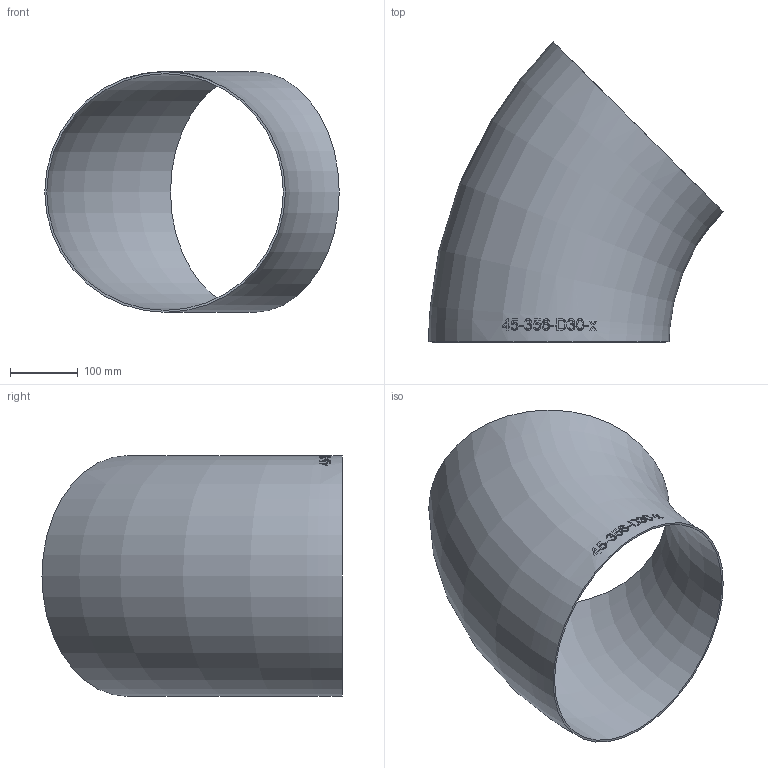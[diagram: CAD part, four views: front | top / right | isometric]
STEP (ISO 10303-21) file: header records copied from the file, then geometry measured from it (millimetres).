
FILE_DESCRIPTION (( 'STEP AP214' ), '1' );
FILE_NAME ('45-356-D30-x Bogen 2005.STEP', '2020-05-04T11:42:48', ( '' ), ( '' ), 'SwSTEP 2.0', 'SolidWorks 2019', '' );
FILE_SCHEMA (( 'AUTOMOTIVE_DESIGN' ));
Length unit declared in the file: millimetre
Products named in the file (1): 45-356-D30-x Bogen 2005
Bounding box: 435.67 x 444.06 x 356 mm (x, y, z)
Volume: 1175815.2 mm3; surface area: 790575 mm2
Topology: 1 solids, 1 shells, 167 faces, 451 edges, 301 vertices
Faces by surface type: bspline 147, torus 18, plane 2
Entity records: 33865 total; most frequent: CARTESIAN_POINT 29217, ORIENTED_EDGE 890, EDGE_CURVE 445, B_SPLINE_CURVE_WITH_KNOTS 441, VERTEX_POINT 298, EDGE_LOOP 187, FACE_OUTER_BOUND 169, ADVANCED_FACE 167
